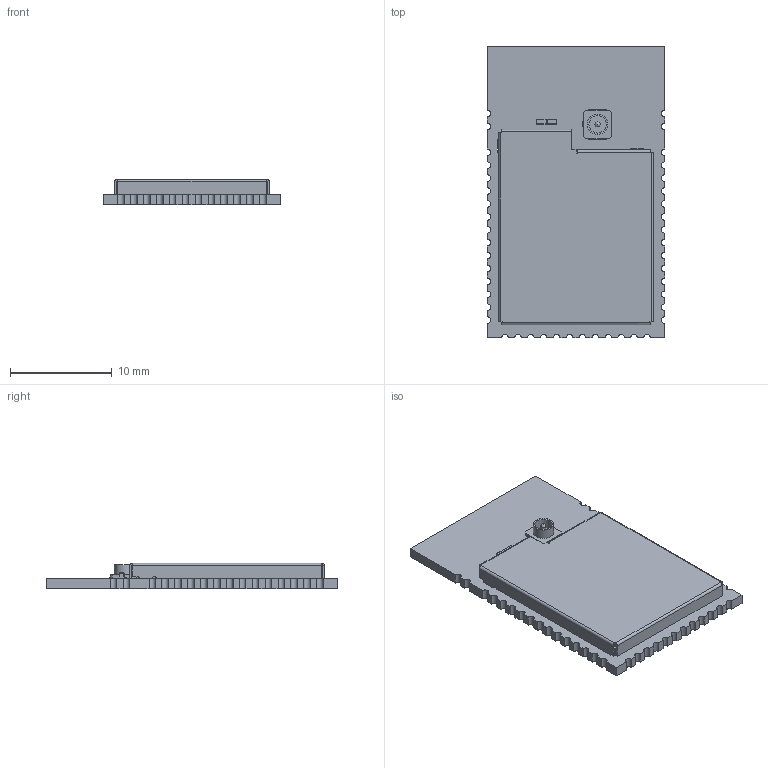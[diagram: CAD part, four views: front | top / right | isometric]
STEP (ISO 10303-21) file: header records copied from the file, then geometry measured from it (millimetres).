
FILE_DESCRIPTION(/* description */ (''),/* implementation_level */ '2;1');
FILE_NAME(/* name */ 'E73-2G4M04S v2.step',/* time_stamp */ '2020-04-17T09:29:48-03:00',/* author */ (''),/* organization */ (''),/* preprocessor_version */ 'ST-DEVELOPER v18.1',/* originating_system */ 'Autodesk Translation Framework v9.2.0.1227',/* authorisation */ '');
FILE_SCHEMA (('AUTOMOTIVE_DESIGN { 1 0 10303 214 3 1 1 }'));
Length unit declared in the file: millimetre
Products named in the file (1): E73-2G4M04S
Bounding box: 17.5 x 28.7 x 2.5 mm (x, y, z)
Volume: 569.8 mm3; surface area: 1870.8 mm2
Topology: 5 solids, 5 shells, 252 faces, 680 edges, 424 vertices
Faces by surface type: plane 137, cylinder 95, sphere 17, bspline 3
Full cylindrical faces by diameter (mm): 0.5 x1, 1.7 x1, 2 x1
Entity records: 8246 total; most frequent: CARTESIAN_POINT 1553, DIRECTION 1349, ORIENTED_EDGE 1326, EDGE_CURVE 663, LINE 465, VECTOR 465, AXIS2_PLACEMENT_3D 442, VERTEX_POINT 424
